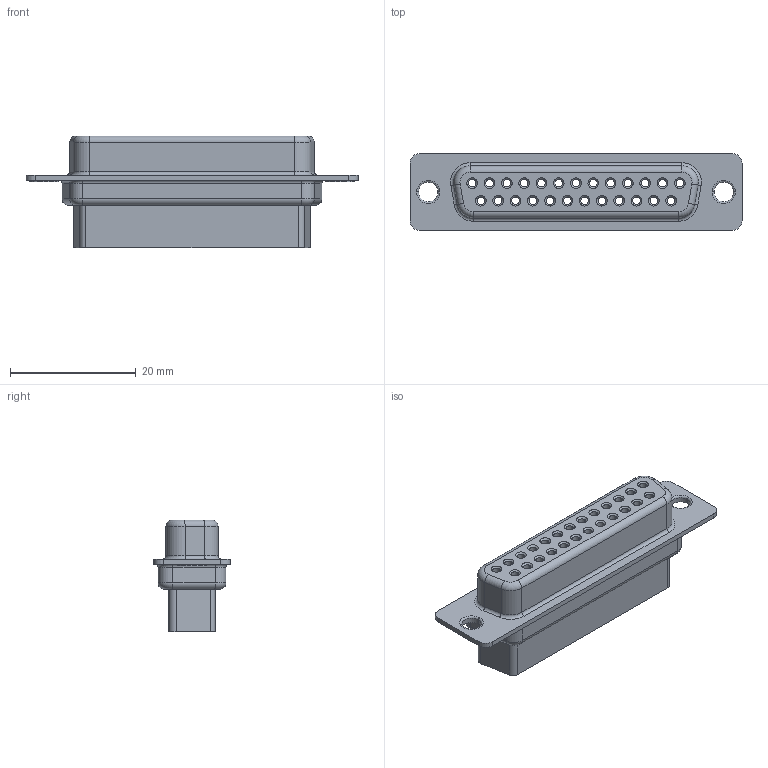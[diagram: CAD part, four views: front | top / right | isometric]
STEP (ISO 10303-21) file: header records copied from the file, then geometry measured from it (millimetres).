
FILE_DESCRIPTION(('Creo Elements/Direct Modeling STEP Export'),'2;1');
FILE_NAME('0ln7uvk5h873mcu3060','2022-02-16T14:14:51',(''),(''),'Creo Elements/Direct Modeling STEP processor for AP214 (Solid Model)','Creo Elements/Direct Modeling 20.1B 02-Apr-2019 (C) Parametric Technology GmbH','');
FILE_SCHEMA(('AUTOMOTIVE_DESIGN { 1 0 10303 214 1 1 1 1 }'));
Length unit declared in the file: millimetre
Products named in the file (2): DPTCF_25
Assembly tree (1 placements, depth 2):
  DPTCF_25
    DPTCF_25
Bounding box: 52.8 x 12.2 x 17.8 mm (x, y, z)
Volume: 4475.1 mm3; surface area: 5519.9 mm2
Topology: 1 solids, 1 shells, 258 faces, 592 edges, 366 vertices
Faces by surface type: cylinder 140, cone 50, plane 48, torus 20
Entity records: 8904 total; most frequent: DIRECTION 1196, ORIENTED_EDGE 1184, CARTESIAN_POINT 1083, EDGE_CURVE 592, AXIS2_PLACEMENT_3D 479, VERTEX_POINT 366, EDGE_LOOP 342, COLOUR_RGB 259
